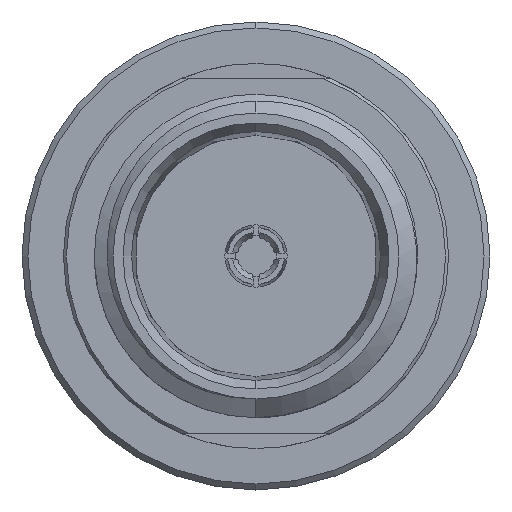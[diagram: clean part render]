
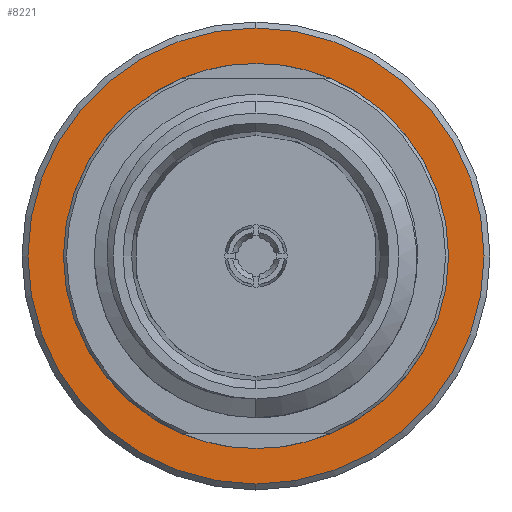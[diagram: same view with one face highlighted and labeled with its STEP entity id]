
A CAD part, left-side view. The second image highlights one B-rep face of the part: STEP entity #8221.
In plain terms, the highlighted planar face has unit normal (-1, 0, 0).
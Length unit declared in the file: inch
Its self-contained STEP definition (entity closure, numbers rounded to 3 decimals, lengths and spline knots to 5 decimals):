
#269 = DIRECTION ( 'NONE',  ( 0., 0., 1. ) ) ;
#303 = CARTESIAN_POINT ( 'NONE',  ( 0.65748, 0., 0. ) ) ;
#439 = ORIENTED_EDGE ( 'NONE', *, *, #2698, .F. ) ;
#578 = DIRECTION ( 'NONE',  ( 0., 0., -1. ) ) ;
#747 = VERTEX_POINT ( 'NONE', #6873 ) ;
#798 = DIRECTION ( 'NONE',  ( 1., 0., 0. ) ) ;
#903 = ORIENTED_EDGE ( 'NONE', *, *, #4973, .F. ) ;
#1008 = PLANE ( 'NONE',  #2865 ) ;
#1103 = CARTESIAN_POINT ( 'NONE',  ( 0.65748, 0., 0. ) ) ;
#1190 = DIRECTION ( 'NONE',  ( 0., 0., 1. ) ) ;
#1271 = CARTESIAN_POINT ( 'NONE',  ( 0.65748, 0., 0. ) ) ;
#1356 = EDGE_CURVE ( 'NONE', #7118, #4798, #3608, .T. ) ;
#1475 = CARTESIAN_POINT ( 'NONE',  ( 0.65748, 0., -0.25591 ) ) ;
#1990 = AXIS2_PLACEMENT_3D ( 'NONE', #1271, #8172, #1190 ) ;
#2312 = CARTESIAN_POINT ( 'NONE',  ( 0.65748, 0., 0. ) ) ;
#2698 = EDGE_CURVE ( 'NONE', #3300, #747, #7882, .T. ) ;
#2865 = AXIS2_PLACEMENT_3D ( 'NONE', #303, #4079, #7400 ) ;
#2968 = CARTESIAN_POINT ( 'NONE',  ( 0.65748, 0., 0.25591 ) ) ;
#3300 = VERTEX_POINT ( 'NONE', #6207 ) ;
#3495 = DIRECTION ( 'NONE',  ( 0., 0., -1. ) ) ;
#3506 = DIRECTION ( 'NONE',  ( 1., 0., 0. ) ) ;
#3608 = CIRCLE ( 'NONE', #1990, 0.25591 ) ;
#3852 = EDGE_CURVE ( 'NONE', #4798, #7118, #4393, .T. ) ;
#4079 = DIRECTION ( 'NONE',  ( -1., 0., 0. ) ) ;
#4393 = CIRCLE ( 'NONE', #6505, 0.25591 ) ;
#4798 = VERTEX_POINT ( 'NONE', #2968 ) ;
#4856 = DIRECTION ( 'NONE',  ( 1., 0., 0. ) ) ;
#4973 = EDGE_CURVE ( 'NONE', #747, #3300, #8161, .T. ) ;
#4998 = EDGE_LOOP ( 'NONE', ( #6925, #6344 ) ) ;
#5223 = AXIS2_PLACEMENT_3D ( 'NONE', #2312, #4856, #578 ) ;
#5632 = AXIS2_PLACEMENT_3D ( 'NONE', #6524, #798, #3495 ) ;
#6207 = CARTESIAN_POINT ( 'NONE',  ( 0.65748, 0., -0.30315 ) ) ;
#6344 = ORIENTED_EDGE ( 'NONE', *, *, #1356, .T. ) ;
#6505 = AXIS2_PLACEMENT_3D ( 'NONE', #1103, #3506, #269 ) ;
#6524 = CARTESIAN_POINT ( 'NONE',  ( 0.65748, 0., 0. ) ) ;
#6873 = CARTESIAN_POINT ( 'NONE',  ( 0.65748, 0., 0.30315 ) ) ;
#6925 = ORIENTED_EDGE ( 'NONE', *, *, #3852, .T. ) ;
#7118 = VERTEX_POINT ( 'NONE', #1475 ) ;
#7313 = FACE_BOUND ( 'NONE', #4998, .T. ) ;
#7400 = DIRECTION ( 'NONE',  ( 0., 0., 1. ) ) ;
#7460 = EDGE_LOOP ( 'NONE', ( #439, #903 ) ) ;
#7882 = CIRCLE ( 'NONE', #5223, 0.30315 ) ;
#7986 = FACE_OUTER_BOUND ( 'NONE', #7460, .T. ) ;
#8161 = CIRCLE ( 'NONE', #5632, 0.30315 ) ;
#8172 = DIRECTION ( 'NONE',  ( 1., 0., 0. ) ) ;
#8221 = ADVANCED_FACE ( 'NONE', ( #7313, #7986 ), #1008, .T. ) ;
